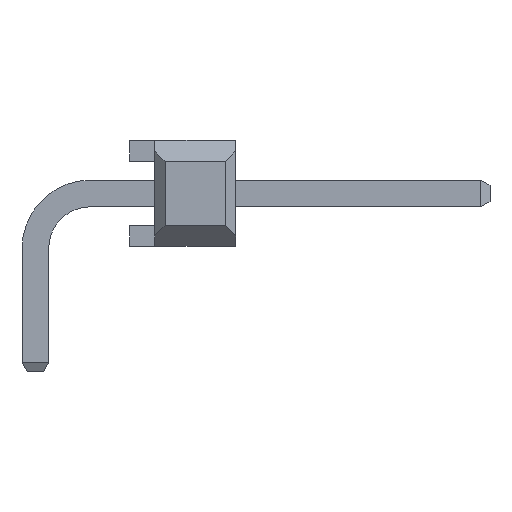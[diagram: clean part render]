
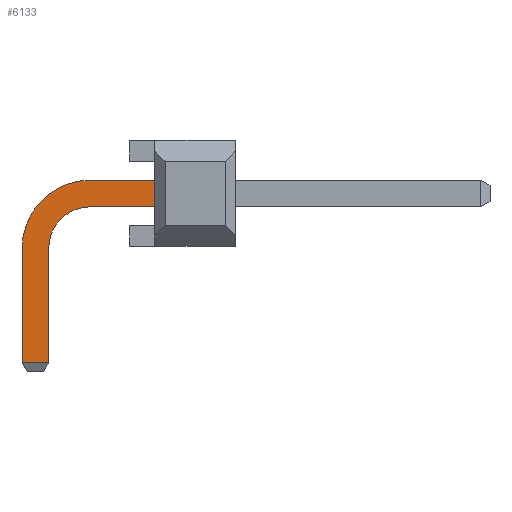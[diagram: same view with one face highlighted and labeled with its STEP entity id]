
A CAD part, left-side view. The second image highlights one B-rep face of the part: STEP entity #6133.
In plain terms, the highlighted planar face has unit normal (-1, 0, 0).
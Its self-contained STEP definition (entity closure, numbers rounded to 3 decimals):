
#61=FACE_OUTER_BOUND('',#413,.T.);
#413=EDGE_LOOP('',(#3901,#3902,#3903,#3904,#3905,#3906,#3907,#3908));
#779=CIRCLE('',#6510,1.64);
#780=CIRCLE('',#6511,1.);
#816=LINE('',#8517,#1648);
#820=LINE('',#8524,#1652);
#825=LINE('',#8535,#1657);
#826=LINE('',#8539,#1658);
#827=LINE('',#8541,#1659);
#828=LINE('',#8543,#1660);
#1648=VECTOR('',#6907,9.363);
#1652=VECTOR('',#6913,9.363);
#1657=VECTOR('',#6922,10.);
#1658=VECTOR('',#6925,2.733);
#1659=VECTOR('',#6926,0.64);
#1660=VECTOR('',#6927,2.733);
#2481=VERTEX_POINT('',#8514);
#2482=VERTEX_POINT('',#8516);
#2483=VERTEX_POINT('',#8520);
#2484=VERTEX_POINT('',#8522);
#2489=VERTEX_POINT('',#8536);
#2490=VERTEX_POINT('',#8538);
#2491=VERTEX_POINT('',#8540);
#2492=VERTEX_POINT('',#8542);
#3026=EDGE_CURVE('',#2481,#2482,#816,.T.);
#3030=EDGE_CURVE('',#2483,#2484,#820,.T.);
#3035=EDGE_CURVE('',#2483,#2481,#825,.T.);
#3036=EDGE_CURVE('',#2484,#2489,#779,.T.);
#3037=EDGE_CURVE('',#2489,#2490,#826,.T.);
#3038=EDGE_CURVE('',#2491,#2490,#827,.T.);
#3039=EDGE_CURVE('',#2492,#2491,#828,.T.);
#3040=EDGE_CURVE('',#2482,#2492,#780,.T.);
#3901=ORIENTED_EDGE('',*,*,#3035,.F.);
#3902=ORIENTED_EDGE('',*,*,#3030,.T.);
#3903=ORIENTED_EDGE('',*,*,#3036,.T.);
#3904=ORIENTED_EDGE('',*,*,#3037,.T.);
#3905=ORIENTED_EDGE('',*,*,#3038,.F.);
#3906=ORIENTED_EDGE('',*,*,#3039,.F.);
#3907=ORIENTED_EDGE('',*,*,#3040,.F.);
#3908=ORIENTED_EDGE('',*,*,#3026,.F.);
#5613=PLANE('',#6509);
#6133=ADVANCED_FACE('',(#61),#5613,.T.);
#6509=AXIS2_PLACEMENT_3D('',#8534,#6920,#6921);
#6510=AXIS2_PLACEMENT_3D('',#8537,#6923,#6924);
#6511=AXIS2_PLACEMENT_3D('',#8544,#6928,#6929);
#6907=DIRECTION('',(0.,-1.,0.));
#6913=DIRECTION('',(0.,-1.,0.));
#6920=DIRECTION('center_axis',(-1.,0.,0.));
#6921=DIRECTION('ref_axis',(0.,0.,-1.));
#6922=DIRECTION('',(0.,0.,1.));
#6923=DIRECTION('center_axis',(-1.,0.,0.));
#6924=DIRECTION('ref_axis',(0.,0.,-1.));
#6925=DIRECTION('',(0.,0.,1.));
#6926=DIRECTION('',(0.,-1.,0.));
#6927=DIRECTION('',(0.,0.,1.));
#6928=DIRECTION('center_axis',(-1.,0.,0.));
#6929=DIRECTION('ref_axis',(0.,0.,-1.));
#8514=CARTESIAN_POINT('',(2.22,-1.94,0.32));
#8516=CARTESIAN_POINT('',(2.22,-3.48,0.32));
#8517=CARTESIAN_POINT('',(2.22,5.883,0.32));
#8520=CARTESIAN_POINT('',(2.22,-1.94,-0.32));
#8522=CARTESIAN_POINT('',(2.22,-3.48,-0.32));
#8524=CARTESIAN_POINT('',(2.22,5.883,-0.32));
#8534=CARTESIAN_POINT('Origin',(2.22,6.1,0.32));
#8535=CARTESIAN_POINT('',(2.22,-1.94,0.16));
#8536=CARTESIAN_POINT('',(2.22,-5.12,1.32));
#8537=CARTESIAN_POINT('Origin',(2.22,-3.48,1.32));
#8538=CARTESIAN_POINT('',(2.22,-5.12,4.053));
#8539=CARTESIAN_POINT('',(2.22,-5.12,1.32));
#8540=CARTESIAN_POINT('',(2.22,-4.48,4.053));
#8541=CARTESIAN_POINT('',(2.22,-4.48,4.053));
#8542=CARTESIAN_POINT('',(2.22,-4.48,1.32));
#8543=CARTESIAN_POINT('',(2.22,-4.48,1.32));
#8544=CARTESIAN_POINT('Origin',(2.22,-3.48,1.32));
